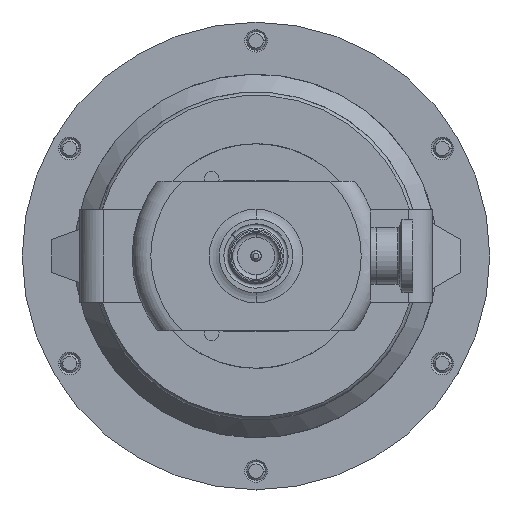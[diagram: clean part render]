
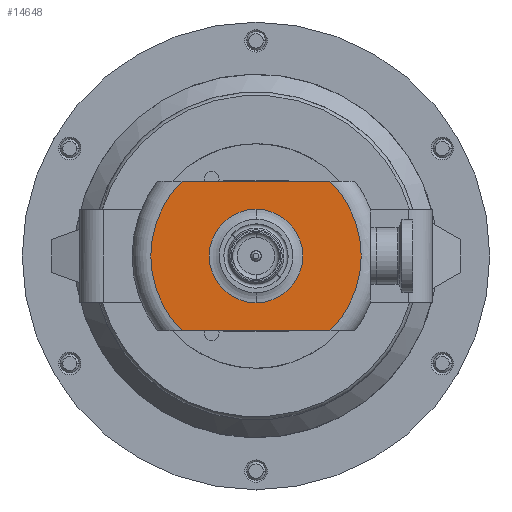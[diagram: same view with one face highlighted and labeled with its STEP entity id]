
A CAD part, front view. The second image highlights one B-rep face of the part: STEP entity #14648.
In plain terms, the highlighted planar face has unit normal (0, -1, 0).
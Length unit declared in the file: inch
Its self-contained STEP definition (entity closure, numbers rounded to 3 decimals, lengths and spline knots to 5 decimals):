
#1257 = AXIS2_PLACEMENT_3D ( 'NONE', #25843, #7523, #7043 ) ;
#1657 = DIRECTION ( 'NONE',  ( 0., 0., -1. ) ) ;
#2447 = CARTESIAN_POINT ( 'NONE',  ( -0.98835, -0.5, -1. ) ) ;
#3863 = CIRCLE ( 'NONE', #1257, 0.625 ) ;
#3919 = CIRCLE ( 'NONE', #4306, 1.406 ) ;
#4306 = AXIS2_PLACEMENT_3D ( 'NONE', #26909, #30636, #11957 ) ;
#4334 = CARTESIAN_POINT ( 'NONE',  ( 1.656, -0.5, 0. ) ) ;
#6575 = ORIENTED_EDGE ( 'NONE', *, *, #16172, .T. ) ;
#7043 = DIRECTION ( 'NONE',  ( 0., 0., 1. ) ) ;
#7523 = DIRECTION ( 'NONE',  ( 0., 1., 0. ) ) ;
#7555 = DIRECTION ( 'NONE',  ( 0., 0., -1. ) ) ;
#7869 = VERTEX_POINT ( 'NONE', #22335 ) ;
#8007 = DIRECTION ( 'NONE',  ( 0., -1., 0. ) ) ;
#8505 = CIRCLE ( 'NONE', #27112, 1.406 ) ;
#9351 = CARTESIAN_POINT ( 'NONE',  ( 0., -0.5, -0.625 ) ) ;
#11242 = ORIENTED_EDGE ( 'NONE', *, *, #11358, .T. ) ;
#11358 = EDGE_CURVE ( 'NONE', #7869, #12945, #20886, .T. ) ;
#11957 = DIRECTION ( 'NONE',  ( 0., 0., -1. ) ) ;
#12172 = DIRECTION ( 'NONE',  ( 0., 1., 0. ) ) ;
#12945 = VERTEX_POINT ( 'NONE', #9351 ) ;
#13122 = ORIENTED_EDGE ( 'NONE', *, *, #17940, .F. ) ;
#13222 = FACE_BOUND ( 'NONE', #47671, .T. ) ;
#13872 = EDGE_LOOP ( 'NONE', ( #44342, #6575, #13122, #41157 ) ) ;
#14648 = ADVANCED_FACE ( 'NONE', ( #43805, #13222 ), #18804, .T. ) ;
#15897 = DIRECTION ( 'NONE',  ( 0., 0., 1. ) ) ;
#16172 = EDGE_CURVE ( 'NONE', #35307, #38524, #3919, .T. ) ;
#16308 = EDGE_CURVE ( 'NONE', #22968, #30038, #8505, .T. ) ;
#16818 = CARTESIAN_POINT ( 'NONE',  ( 0.98835, -0.5, -1. ) ) ;
#17940 = EDGE_CURVE ( 'NONE', #22968, #38524, #39989, .T. ) ;
#18804 = PLANE ( 'NONE',  #27683 ) ;
#19880 = CARTESIAN_POINT ( 'NONE',  ( 0.98835, -0.5, 1. ) ) ;
#20798 = DIRECTION ( 'NONE',  ( -1., 0., 0. ) ) ;
#20886 = CIRCLE ( 'NONE', #24484, 0.625 ) ;
#22335 = CARTESIAN_POINT ( 'NONE',  ( 0., -0.5, 0.625 ) ) ;
#22858 = CARTESIAN_POINT ( 'NONE',  ( 1.656, -0.5, 1. ) ) ;
#22968 = VERTEX_POINT ( 'NONE', #16818 ) ;
#23526 = DIRECTION ( 'NONE',  ( 0., -1., 0. ) ) ;
#24484 = AXIS2_PLACEMENT_3D ( 'NONE', #30532, #12172, #15897 ) ;
#25249 = VECTOR ( 'NONE', #37741, 39.37008 ) ;
#25843 = CARTESIAN_POINT ( 'NONE',  ( 0., -0.5, 0. ) ) ;
#26909 = CARTESIAN_POINT ( 'NONE',  ( 0., -0.5, 0. ) ) ;
#27112 = AXIS2_PLACEMENT_3D ( 'NONE', #45627, #23526, #1657 ) ;
#27683 = AXIS2_PLACEMENT_3D ( 'NONE', #4334, #8007, #7555 ) ;
#28204 = CARTESIAN_POINT ( 'NONE',  ( 1.656, -0.5, -1. ) ) ;
#29422 = CARTESIAN_POINT ( 'NONE',  ( -0.98835, -0.5, 1. ) ) ;
#30038 = VERTEX_POINT ( 'NONE', #19880 ) ;
#30532 = CARTESIAN_POINT ( 'NONE',  ( 0., -0.5, 0. ) ) ;
#30636 = DIRECTION ( 'NONE',  ( 0., -1., 0. ) ) ;
#32771 = LINE ( 'NONE', #22858, #25249 ) ;
#35234 = EDGE_CURVE ( 'NONE', #12945, #7869, #3863, .T. ) ;
#35307 = VERTEX_POINT ( 'NONE', #29422 ) ;
#37689 = VECTOR ( 'NONE', #20798, 39.37008 ) ;
#37741 = DIRECTION ( 'NONE',  ( 1., 0., 0. ) ) ;
#38524 = VERTEX_POINT ( 'NONE', #2447 ) ;
#39342 = ORIENTED_EDGE ( 'NONE', *, *, #35234, .T. ) ;
#39989 = LINE ( 'NONE', #28204, #37689 ) ;
#41157 = ORIENTED_EDGE ( 'NONE', *, *, #16308, .T. ) ;
#43805 = FACE_OUTER_BOUND ( 'NONE', #13872, .T. ) ;
#44342 = ORIENTED_EDGE ( 'NONE', *, *, #46497, .F. ) ;
#45627 = CARTESIAN_POINT ( 'NONE',  ( 0., -0.5, 0. ) ) ;
#46497 = EDGE_CURVE ( 'NONE', #35307, #30038, #32771, .T. ) ;
#47671 = EDGE_LOOP ( 'NONE', ( #11242, #39342 ) ) ;
